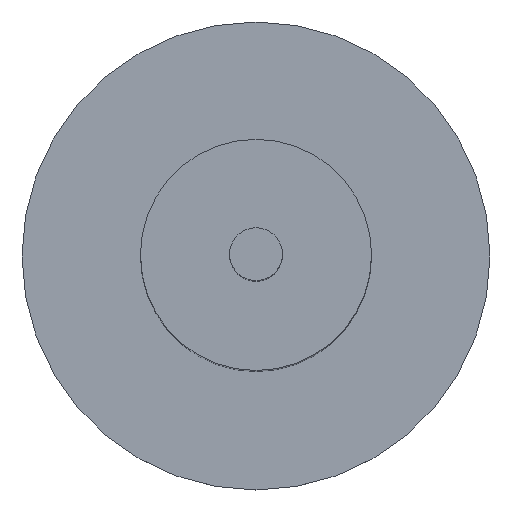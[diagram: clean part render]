
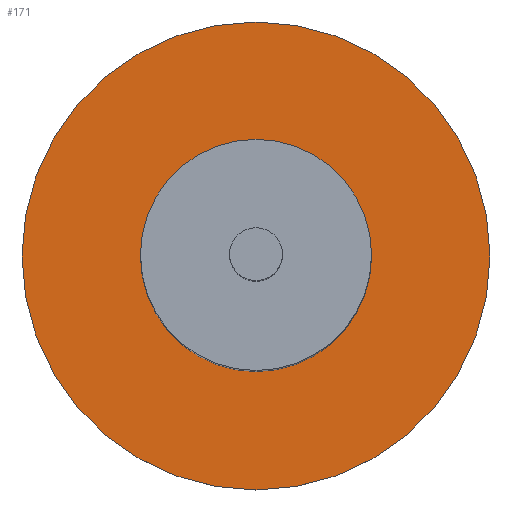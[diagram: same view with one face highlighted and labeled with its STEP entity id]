
A CAD part, top view. The second image highlights one B-rep face of the part: STEP entity #171.
In plain terms, the highlighted planar face has unit normal (0, 0, 1).
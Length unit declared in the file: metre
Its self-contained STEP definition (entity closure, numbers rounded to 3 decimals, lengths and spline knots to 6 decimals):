
#2 = AXIS2_PLACEMENT_3D ( 'NONE', #125, #64, #213 ) ;
#14 = ORIENTED_EDGE ( 'NONE', *, *, #163, .T. ) ;
#21 = DIRECTION ( 'NONE',  ( 0., 0., 1. ) ) ;
#30 = AXIS2_PLACEMENT_3D ( 'NONE', #69, #293, #208 ) ;
#42 = VERTEX_POINT ( 'NONE', #221 ) ;
#43 = DIRECTION ( 'NONE',  ( 0., 0., 1. ) ) ;
#58 = CARTESIAN_POINT ( 'NONE',  ( 0., 0., -1.3509 ) ) ;
#59 = VERTEX_POINT ( 'NONE', #219 ) ;
#64 = DIRECTION ( 'NONE',  ( 0., 0., 1. ) ) ;
#69 = CARTESIAN_POINT ( 'NONE',  ( 0., 0., -1.3509 ) ) ;
#76 = EDGE_CURVE ( 'NONE', #188, #59, #95, .T. ) ;
#88 = EDGE_CURVE ( 'NONE', #42, #133, #193, .T. ) ;
#94 = PLANE ( 'NONE',  #30 ) ;
#95 = CIRCLE ( 'NONE', #2, 0.45 ) ;
#111 = ORIENTED_EDGE ( 'NONE', *, *, #76, .T. ) ;
#115 = FACE_OUTER_BOUND ( 'NONE', #225, .T. ) ;
#125 = CARTESIAN_POINT ( 'NONE',  ( 0., 0., -1.3509 ) ) ;
#129 = DIRECTION ( 'NONE',  ( 1., 0., 0. ) ) ;
#133 = VERTEX_POINT ( 'NONE', #148 ) ;
#135 = EDGE_CURVE ( 'NONE', #133, #42, #253, .T. ) ;
#145 = DIRECTION ( 'NONE',  ( 0., 0., 1. ) ) ;
#148 = CARTESIAN_POINT ( 'NONE',  ( 0.22225, 0., -1.3509 ) ) ;
#153 = CARTESIAN_POINT ( 'NONE',  ( 0., 0., -1.3509 ) ) ;
#163 = EDGE_CURVE ( 'NONE', #59, #188, #172, .T. ) ;
#171 = ADVANCED_FACE ( 'NONE', ( #276, #115 ), #94, .T. ) ;
#172 = CIRCLE ( 'NONE', #280, 0.45 ) ;
#174 = EDGE_LOOP ( 'NONE', ( #292, #251 ) ) ;
#188 = VERTEX_POINT ( 'NONE', #295 ) ;
#193 = CIRCLE ( 'NONE', #239, 0.22225 ) ;
#206 = CARTESIAN_POINT ( 'NONE',  ( 0., 0., -1.3509 ) ) ;
#208 = DIRECTION ( 'NONE',  ( 1., 0., 0. ) ) ;
#213 = DIRECTION ( 'NONE',  ( 1., 0., 0. ) ) ;
#219 = CARTESIAN_POINT ( 'NONE',  ( -0.45, 0., -1.3509 ) ) ;
#221 = CARTESIAN_POINT ( 'NONE',  ( -0.22225, 0., -1.3509 ) ) ;
#222 = DIRECTION ( 'NONE',  ( 1., 0., 0. ) ) ;
#225 = EDGE_LOOP ( 'NONE', ( #14, #111 ) ) ;
#239 = AXIS2_PLACEMENT_3D ( 'NONE', #58, #145, #222 ) ;
#243 = AXIS2_PLACEMENT_3D ( 'NONE', #206, #43, #129 ) ;
#251 = ORIENTED_EDGE ( 'NONE', *, *, #135, .F. ) ;
#253 = CIRCLE ( 'NONE', #243, 0.22225 ) ;
#255 = DIRECTION ( 'NONE',  ( 1., 0., 0. ) ) ;
#276 = FACE_BOUND ( 'NONE', #174, .T. ) ;
#280 = AXIS2_PLACEMENT_3D ( 'NONE', #153, #21, #255 ) ;
#292 = ORIENTED_EDGE ( 'NONE', *, *, #88, .F. ) ;
#293 = DIRECTION ( 'NONE',  ( 0., 0., 1. ) ) ;
#295 = CARTESIAN_POINT ( 'NONE',  ( 0.45, 0., -1.3509 ) ) ;
